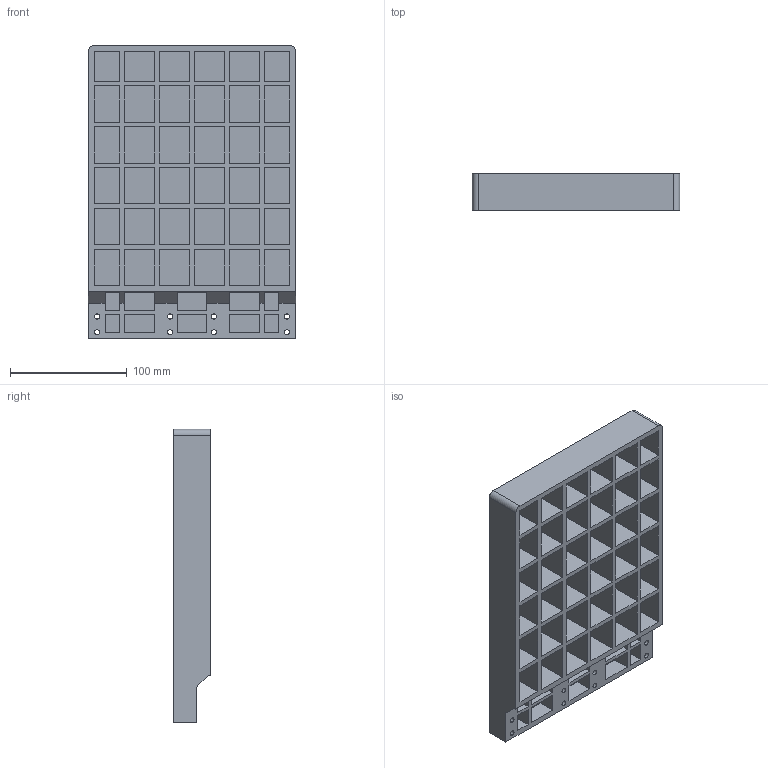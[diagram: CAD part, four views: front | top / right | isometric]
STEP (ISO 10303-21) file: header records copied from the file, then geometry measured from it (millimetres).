
FILE_DESCRIPTION (( 'STEP AP214' ), '1' );
FILE_NAME ('R1 Base rev1.5.STEP', '2024-02-04T10:03:15', ( '' ), ( '' ), 'SwSTEP 2.0', 'SolidWorks 2020', '' );
FILE_SCHEMA (( 'AUTOMOTIVE_DESIGN' ));
Length unit declared in the file: millimetre
Products named in the file (1): R1 Base rev1.5
Bounding box: 177.5 x 32 x 251 mm (x, y, z)
Volume: 543858.8 mm3; surface area: 239534.9 mm2
Topology: 1 solids, 1 shells, 281 faces, 690 edges, 460 vertices
Faces by surface type: plane 247, cylinder 34
Entity records: 8238 total; most frequent: CARTESIAN_POINT 1432, ORIENTED_EDGE 1380, DIRECTION 1322, EDGE_CURVE 690, VECTOR 622, LINE 622, VERTEX_POINT 460, AXIS2_PLACEMENT_3D 350
